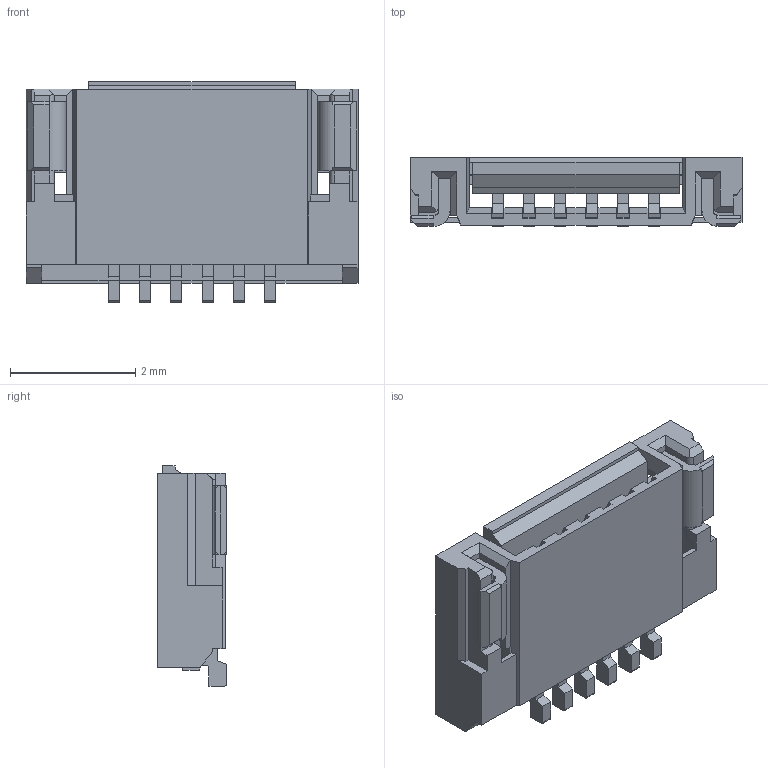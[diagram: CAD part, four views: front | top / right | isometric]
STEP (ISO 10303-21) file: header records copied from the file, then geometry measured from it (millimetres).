
FILE_DESCRIPTION((''),'2;1');
FILE_NAME('514410693','2009-03-25T',('pnb'),(''),'PRO/ENGINEER BY PARAMETRIC TECHNOLOGY CORPORATION, 2003451','PRO/ENGINEER BY PARAMETRIC TECHNOLOGY CORPORATION, 2003451','');
FILE_SCHEMA(('CONFIG_CONTROL_DESIGN'));
Length unit declared in the file: millimetre
Products named in the file (1): 514410693
Bounding box: 5.3 x 1.1 x 3.51 mm (x, y, z)
Volume: 8.4 mm3; surface area: 106.8 mm2
Topology: 2 solids, 2 shells, 503 faces, 1502 edges, 974 vertices
Faces by surface type: plane 403, cylinder 76, cone 24
Entity records: 16627 total; most frequent: CARTESIAN_POINT 2958, ORIENTED_EDGE 2934, DIRECTION 2686, EDGE_CURVE 1467, VECTOR 1314, LINE 1314, VERTEX_POINT 936, AXIS2_PLACEMENT_3D 686
